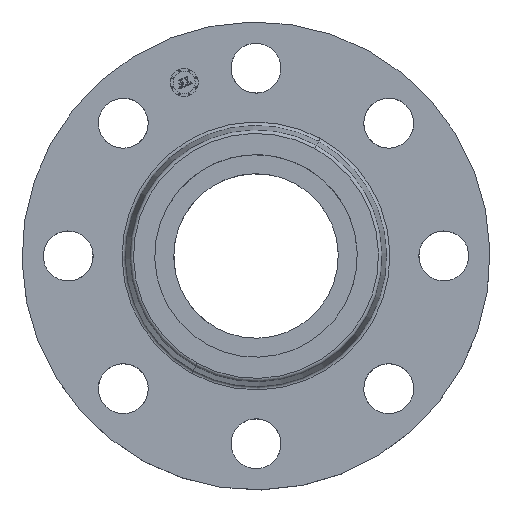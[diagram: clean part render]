
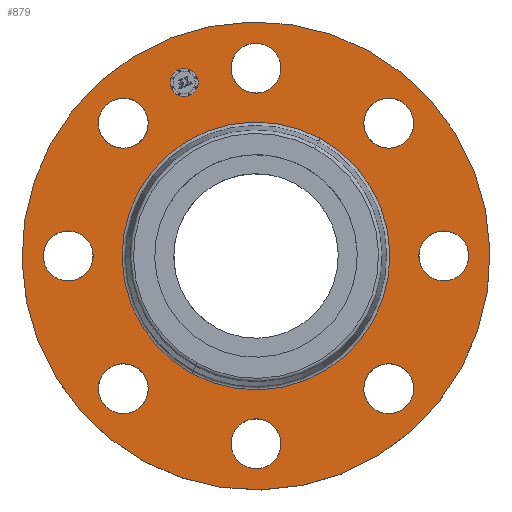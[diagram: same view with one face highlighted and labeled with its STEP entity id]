
A CAD part, top view. The second image highlights one B-rep face of the part: STEP entity #879.
In plain terms, the highlighted planar face has unit normal (0, 0, 1).
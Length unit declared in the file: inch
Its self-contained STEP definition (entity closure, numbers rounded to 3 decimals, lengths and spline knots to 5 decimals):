
#558=AXIS2_PLACEMENT_3D('Circle Axis2P3D',#556,#557,$) ;
#596=AXIS2_PLACEMENT_3D('Circle Axis2P3D',#594,#595,$) ;
#693=AXIS2_PLACEMENT_3D('Plane Axis2P3D',#690,#691,#692) ;
#697=AXIS2_PLACEMENT_3D('Circle Axis2P3D',#695,#696,$) ;
#706=AXIS2_PLACEMENT_3D('Circle Axis2P3D',#704,#705,$) ;
#715=AXIS2_PLACEMENT_3D('Circle Axis2P3D',#713,#714,$) ;
#724=AXIS2_PLACEMENT_3D('Circle Axis2P3D',#722,#723,$) ;
#737=AXIS2_PLACEMENT_3D('Circle Axis2P3D',#735,#736,$) ;
#746=AXIS2_PLACEMENT_3D('Circle Axis2P3D',#744,#745,$) ;
#755=AXIS2_PLACEMENT_3D('Circle Axis2P3D',#753,#754,$) ;
#764=AXIS2_PLACEMENT_3D('Circle Axis2P3D',#762,#763,$) ;
#773=AXIS2_PLACEMENT_3D('Circle Axis2P3D',#771,#772,$) ;
#782=AXIS2_PLACEMENT_3D('Circle Axis2P3D',#780,#781,$) ;
#791=AXIS2_PLACEMENT_3D('Circle Axis2P3D',#789,#790,$) ;
#800=AXIS2_PLACEMENT_3D('Circle Axis2P3D',#798,#799,$) ;
#809=AXIS2_PLACEMENT_3D('Circle Axis2P3D',#807,#808,$) ;
#818=AXIS2_PLACEMENT_3D('Circle Axis2P3D',#816,#817,$) ;
#827=AXIS2_PLACEMENT_3D('Circle Axis2P3D',#825,#826,$) ;
#836=AXIS2_PLACEMENT_3D('Circle Axis2P3D',#834,#835,$) ;
#845=AXIS2_PLACEMENT_3D('Circle Axis2P3D',#843,#844,$) ;
#854=AXIS2_PLACEMENT_3D('Circle Axis2P3D',#852,#853,$) ;
#863=AXIS2_PLACEMENT_3D('Circle Axis2P3D',#861,#862,$) ;
#872=AXIS2_PLACEMENT_3D('Circle Axis2P3D',#870,#871,$) ;
#556=CARTESIAN_POINT('Axis2P3D Location',(0.,0.,1.06)) ;
#560=CARTESIAN_POINT('Vertex',(1.13161,2.0714,1.06)) ;
#562=CARTESIAN_POINT('Vertex',(-1.13161,-2.0714,1.06)) ;
#594=CARTESIAN_POINT('Axis2P3D Location',(0.,0.,1.06)) ;
#690=CARTESIAN_POINT('Axis2P3D Location',(0.,4.125,1.06)) ;
#695=CARTESIAN_POINT('Axis2P3D Location',(0.,0.,1.06)) ;
#699=CARTESIAN_POINT('Vertex',(1.97763,3.62003,1.06)) ;
#701=CARTESIAN_POINT('Vertex',(-1.97763,-3.62003,1.06)) ;
#704=CARTESIAN_POINT('Axis2P3D Location',(0.,0.,1.06)) ;
#713=CARTESIAN_POINT('Axis2P3D Location',(0.,3.31,1.06)) ;
#717=CARTESIAN_POINT('Vertex',(-0.38614,3.52095,1.06)) ;
#719=CARTESIAN_POINT('Vertex',(0.38614,3.09905,1.06)) ;
#722=CARTESIAN_POINT('Axis2P3D Location',(0.,3.31,1.06)) ;
#735=CARTESIAN_POINT('Axis2P3D Location',(2.34052,2.34052,1.06)) ;
#739=CARTESIAN_POINT('Vertex',(2.4644,1.91832,1.06)) ;
#741=CARTESIAN_POINT('Vertex',(2.21665,2.76273,1.06)) ;
#744=CARTESIAN_POINT('Axis2P3D Location',(2.34052,2.34052,1.06)) ;
#753=CARTESIAN_POINT('Axis2P3D Location',(3.31,0.,1.06)) ;
#757=CARTESIAN_POINT('Vertex',(3.09905,-0.38614,1.06)) ;
#759=CARTESIAN_POINT('Vertex',(3.52095,0.38614,1.06)) ;
#762=CARTESIAN_POINT('Axis2P3D Location',(3.31,0.,1.06)) ;
#771=CARTESIAN_POINT('Axis2P3D Location',(2.34052,-2.34052,1.06)) ;
#775=CARTESIAN_POINT('Vertex',(1.91832,-2.4644,1.06)) ;
#777=CARTESIAN_POINT('Vertex',(2.76273,-2.21665,1.06)) ;
#780=CARTESIAN_POINT('Axis2P3D Location',(2.34052,-2.34052,1.06)) ;
#789=CARTESIAN_POINT('Axis2P3D Location',(0.,-3.31,1.06)) ;
#793=CARTESIAN_POINT('Vertex',(-0.38614,-3.09905,1.06)) ;
#795=CARTESIAN_POINT('Vertex',(0.38614,-3.52095,1.06)) ;
#798=CARTESIAN_POINT('Axis2P3D Location',(0.,-3.31,1.06)) ;
#807=CARTESIAN_POINT('Axis2P3D Location',(-2.34052,-2.34052,1.06)) ;
#811=CARTESIAN_POINT('Vertex',(-2.4644,-1.91832,1.06)) ;
#813=CARTESIAN_POINT('Vertex',(-2.21665,-2.76273,1.06)) ;
#816=CARTESIAN_POINT('Axis2P3D Location',(-2.34052,-2.34052,1.06)) ;
#825=CARTESIAN_POINT('Axis2P3D Location',(-3.31,0.,1.06)) ;
#829=CARTESIAN_POINT('Vertex',(-3.09905,0.38614,1.06)) ;
#831=CARTESIAN_POINT('Vertex',(-3.52095,-0.38614,1.06)) ;
#834=CARTESIAN_POINT('Axis2P3D Location',(-3.31,0.,1.06)) ;
#843=CARTESIAN_POINT('Axis2P3D Location',(-2.34052,2.34052,1.06)) ;
#847=CARTESIAN_POINT('Vertex',(-1.91832,2.4644,1.06)) ;
#849=CARTESIAN_POINT('Vertex',(-2.76273,2.21665,1.06)) ;
#852=CARTESIAN_POINT('Axis2P3D Location',(-2.34052,2.34052,1.06)) ;
#861=CARTESIAN_POINT('Axis2P3D Location',(-1.26668,3.05804,1.06)) ;
#865=CARTESIAN_POINT('Vertex',(-1.49534,2.96333,1.06)) ;
#867=CARTESIAN_POINT('Vertex',(-1.03802,3.15276,1.06)) ;
#870=CARTESIAN_POINT('Axis2P3D Location',(-1.26668,3.05804,1.06)) ;
#557=DIRECTION('Axis2P3D Direction',(-0.,0.,-0.039)) ;
#595=DIRECTION('Axis2P3D Direction',(-0.,0.,-0.039)) ;
#691=DIRECTION('Axis2P3D Direction',(0.,0.,-0.039)) ;
#692=DIRECTION('Axis2P3D XDirection',(0.039,0.,0.)) ;
#696=DIRECTION('Axis2P3D Direction',(0.,0.,-0.039)) ;
#705=DIRECTION('Axis2P3D Direction',(0.,0.,-0.039)) ;
#714=DIRECTION('Axis2P3D Direction',(0.,0.,-0.039)) ;
#723=DIRECTION('Axis2P3D Direction',(0.,0.,-0.039)) ;
#736=DIRECTION('Axis2P3D Direction',(0.,0.,-0.039)) ;
#745=DIRECTION('Axis2P3D Direction',(0.,0.,-0.039)) ;
#754=DIRECTION('Axis2P3D Direction',(0.,0.,-0.039)) ;
#763=DIRECTION('Axis2P3D Direction',(0.,0.,-0.039)) ;
#772=DIRECTION('Axis2P3D Direction',(0.,0.,-0.039)) ;
#781=DIRECTION('Axis2P3D Direction',(0.,0.,-0.039)) ;
#790=DIRECTION('Axis2P3D Direction',(0.,0.,-0.039)) ;
#799=DIRECTION('Axis2P3D Direction',(0.,0.,-0.039)) ;
#808=DIRECTION('Axis2P3D Direction',(0.,0.,-0.039)) ;
#817=DIRECTION('Axis2P3D Direction',(0.,0.,-0.039)) ;
#826=DIRECTION('Axis2P3D Direction',(0.,0.,-0.039)) ;
#835=DIRECTION('Axis2P3D Direction',(0.,0.,-0.039)) ;
#844=DIRECTION('Axis2P3D Direction',(0.,0.,-0.039)) ;
#853=DIRECTION('Axis2P3D Direction',(0.,0.,-0.039)) ;
#862=DIRECTION('Axis2P3D Direction',(0.,0.,-0.039)) ;
#871=DIRECTION('Axis2P3D Direction',(0.,0.,-0.039)) ;
#710=ORIENTED_EDGE('',*,*,#703,.F.) ;
#711=ORIENTED_EDGE('',*,*,#708,.F.) ;
#728=ORIENTED_EDGE('',*,*,#721,.T.) ;
#729=ORIENTED_EDGE('',*,*,#726,.T.) ;
#732=ORIENTED_EDGE('',*,*,#598,.T.) ;
#733=ORIENTED_EDGE('',*,*,#564,.T.) ;
#750=ORIENTED_EDGE('',*,*,#743,.T.) ;
#751=ORIENTED_EDGE('',*,*,#748,.T.) ;
#768=ORIENTED_EDGE('',*,*,#761,.T.) ;
#769=ORIENTED_EDGE('',*,*,#766,.T.) ;
#786=ORIENTED_EDGE('',*,*,#779,.T.) ;
#787=ORIENTED_EDGE('',*,*,#784,.T.) ;
#804=ORIENTED_EDGE('',*,*,#797,.T.) ;
#805=ORIENTED_EDGE('',*,*,#802,.T.) ;
#822=ORIENTED_EDGE('',*,*,#815,.T.) ;
#823=ORIENTED_EDGE('',*,*,#820,.T.) ;
#840=ORIENTED_EDGE('',*,*,#833,.T.) ;
#841=ORIENTED_EDGE('',*,*,#838,.T.) ;
#858=ORIENTED_EDGE('',*,*,#851,.T.) ;
#859=ORIENTED_EDGE('',*,*,#856,.T.) ;
#876=ORIENTED_EDGE('',*,*,#869,.T.) ;
#877=ORIENTED_EDGE('',*,*,#874,.T.) ;
#730=FACE_BOUND('',#727,.T.) ;
#734=FACE_BOUND('',#731,.T.) ;
#752=FACE_BOUND('',#749,.T.) ;
#770=FACE_BOUND('',#767,.T.) ;
#788=FACE_BOUND('',#785,.T.) ;
#806=FACE_BOUND('',#803,.T.) ;
#824=FACE_BOUND('',#821,.T.) ;
#842=FACE_BOUND('',#839,.T.) ;
#860=FACE_BOUND('',#857,.T.) ;
#878=FACE_BOUND('',#875,.T.) ;
#879=ADVANCED_FACE('PartBody',(#712,#730,#734,#752,#770,#788,#806,#824,#842,#860,#878),#694,.F.) ;
#559=CIRCLE('generated circle',#558,2.36035) ;
#597=CIRCLE('generated circle',#596,2.36035) ;
#698=CIRCLE('generated circle',#697,4.125) ;
#707=CIRCLE('generated circle',#706,4.125) ;
#716=CIRCLE('generated circle',#715,0.44) ;
#725=CIRCLE('generated circle',#724,0.44) ;
#738=CIRCLE('generated circle',#737,0.44) ;
#747=CIRCLE('generated circle',#746,0.44) ;
#756=CIRCLE('generated circle',#755,0.44) ;
#765=CIRCLE('generated circle',#764,0.44) ;
#774=CIRCLE('generated circle',#773,0.44) ;
#783=CIRCLE('generated circle',#782,0.44) ;
#792=CIRCLE('generated circle',#791,0.44) ;
#801=CIRCLE('generated circle',#800,0.44) ;
#810=CIRCLE('generated circle',#809,0.44) ;
#819=CIRCLE('generated circle',#818,0.44) ;
#828=CIRCLE('generated circle',#827,0.44) ;
#837=CIRCLE('generated circle',#836,0.44) ;
#846=CIRCLE('generated circle',#845,0.44) ;
#855=CIRCLE('generated circle',#854,0.44) ;
#864=CIRCLE('generated circle',#863,0.2475) ;
#873=CIRCLE('generated circle',#872,0.2475) ;
#564=EDGE_CURVE('',#561,#563,#559,.T.) ;
#598=EDGE_CURVE('',#563,#561,#597,.T.) ;
#703=EDGE_CURVE('',#700,#702,#698,.T.) ;
#708=EDGE_CURVE('',#702,#700,#707,.T.) ;
#721=EDGE_CURVE('',#718,#720,#716,.T.) ;
#726=EDGE_CURVE('',#720,#718,#725,.T.) ;
#743=EDGE_CURVE('',#740,#742,#738,.T.) ;
#748=EDGE_CURVE('',#742,#740,#747,.T.) ;
#761=EDGE_CURVE('',#758,#760,#756,.T.) ;
#766=EDGE_CURVE('',#760,#758,#765,.T.) ;
#779=EDGE_CURVE('',#776,#778,#774,.T.) ;
#784=EDGE_CURVE('',#778,#776,#783,.T.) ;
#797=EDGE_CURVE('',#794,#796,#792,.T.) ;
#802=EDGE_CURVE('',#796,#794,#801,.T.) ;
#815=EDGE_CURVE('',#812,#814,#810,.T.) ;
#820=EDGE_CURVE('',#814,#812,#819,.T.) ;
#833=EDGE_CURVE('',#830,#832,#828,.T.) ;
#838=EDGE_CURVE('',#832,#830,#837,.T.) ;
#851=EDGE_CURVE('',#848,#850,#846,.T.) ;
#856=EDGE_CURVE('',#850,#848,#855,.T.) ;
#869=EDGE_CURVE('',#866,#868,#864,.T.) ;
#874=EDGE_CURVE('',#868,#866,#873,.T.) ;
#709=EDGE_LOOP('',(#710,#711)) ;
#727=EDGE_LOOP('',(#728,#729)) ;
#731=EDGE_LOOP('',(#732,#733)) ;
#749=EDGE_LOOP('',(#750,#751)) ;
#767=EDGE_LOOP('',(#768,#769)) ;
#785=EDGE_LOOP('',(#786,#787)) ;
#803=EDGE_LOOP('',(#804,#805)) ;
#821=EDGE_LOOP('',(#822,#823)) ;
#839=EDGE_LOOP('',(#840,#841)) ;
#857=EDGE_LOOP('',(#858,#859)) ;
#875=EDGE_LOOP('',(#876,#877)) ;
#712=FACE_OUTER_BOUND('',#709,.T.) ;
#694=PLANE('',#693) ;
#561=VERTEX_POINT('',#560) ;
#563=VERTEX_POINT('',#562) ;
#700=VERTEX_POINT('',#699) ;
#702=VERTEX_POINT('',#701) ;
#718=VERTEX_POINT('',#717) ;
#720=VERTEX_POINT('',#719) ;
#740=VERTEX_POINT('',#739) ;
#742=VERTEX_POINT('',#741) ;
#758=VERTEX_POINT('',#757) ;
#760=VERTEX_POINT('',#759) ;
#776=VERTEX_POINT('',#775) ;
#778=VERTEX_POINT('',#777) ;
#794=VERTEX_POINT('',#793) ;
#796=VERTEX_POINT('',#795) ;
#812=VERTEX_POINT('',#811) ;
#814=VERTEX_POINT('',#813) ;
#830=VERTEX_POINT('',#829) ;
#832=VERTEX_POINT('',#831) ;
#848=VERTEX_POINT('',#847) ;
#850=VERTEX_POINT('',#849) ;
#866=VERTEX_POINT('',#865) ;
#868=VERTEX_POINT('',#867) ;
